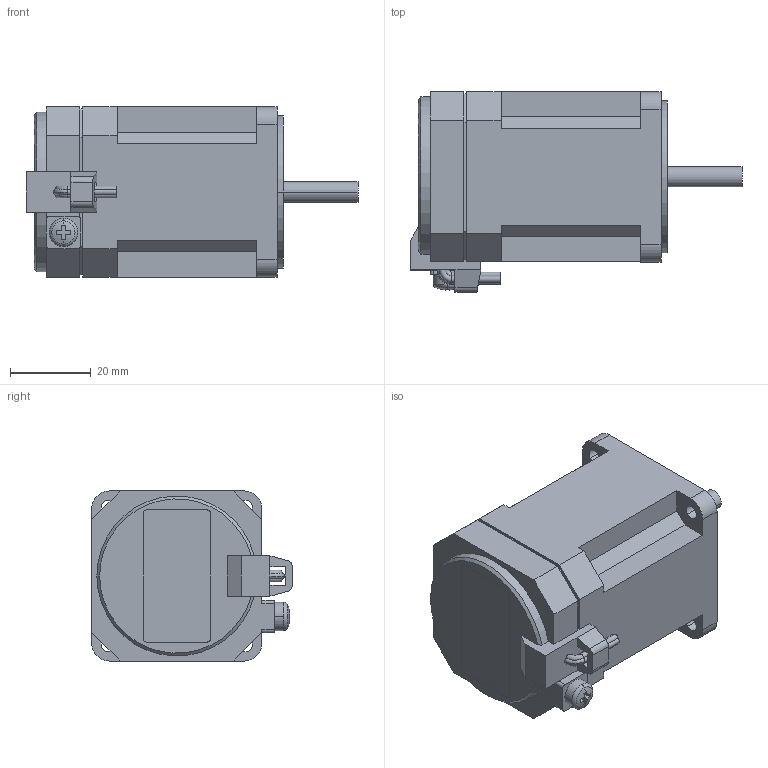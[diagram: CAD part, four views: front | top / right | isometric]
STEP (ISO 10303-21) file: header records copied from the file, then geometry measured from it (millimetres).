
FILE_DESCRIPTION( ( '' ), '1' );
FILE_NAME( '0IK1A.stp', '2008-07-10T09:48:56', ( '' ), ( '' ), ' ', ' ', ' ' );
FILE_SCHEMA( ( 'CONFIG_CONTROL_DESIGN' ) );
Length unit declared in the file: millimetre
Products named in the file (1): 1
Bounding box: 82 x 49.5 x 42 mm (x, y, z)
Volume: 93578.5 mm3; surface area: 14909.8 mm2
Topology: 1 solids, 1 shells, 144 faces, 400 edges, 262 vertices
Faces by surface type: plane 95, cylinder 37, torus 10, cone 2
Entity records: 4688 total; most frequent: CARTESIAN_POINT 871, ORIENTED_EDGE 800, DIRECTION 776, EDGE_CURVE 400, LINE 282, VECTOR 282, VERTEX_POINT 262, AXIS2_PLACEMENT_3D 247
